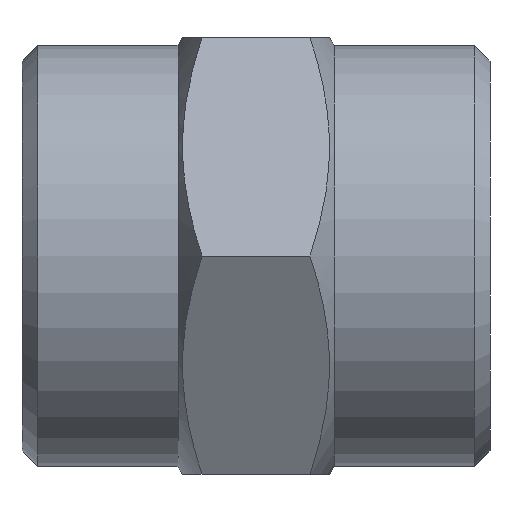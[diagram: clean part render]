
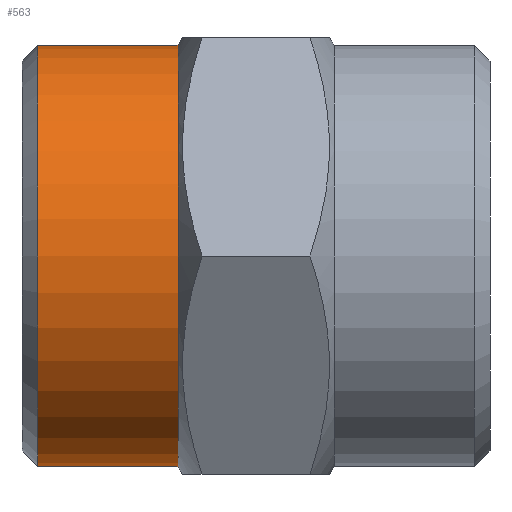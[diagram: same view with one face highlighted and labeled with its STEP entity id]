
A CAD part, left-side view. The second image highlights one B-rep face of the part: STEP entity #563.
In plain terms, the highlighted cylindrical face has radius 6.75 mm (diameter 13.5 mm), a partial arc.
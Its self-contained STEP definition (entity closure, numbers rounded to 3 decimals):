
#27 = EDGE_CURVE ( 'NONE', #685, #669, #311, .T. ) ;
#28 = EDGE_CURVE ( 'NONE', #703, #713, #310, .T. ) ;
#76 = DIRECTION ( 'NONE',  ( 0., -1., 0. ) ) ;
#193 = AXIS2_PLACEMENT_3D ( 'NONE', #557, #558, #559 ) ;
#209 = AXIS2_PLACEMENT_3D ( 'NONE', #562, #76, #599 ) ;
#211 = CIRCLE ( 'NONE', #209, 6.75 ) ;
#217 = CIRCLE ( 'NONE', #193, 6.75 ) ;
#240 = VECTOR ( 'NONE', #315, 1000. ) ;
#250 = AXIS2_PLACEMENT_3D ( 'NONE', #448, #444, #451 ) ;
#288 = VECTOR ( 'NONE', #317, 1000. ) ;
#309 = CARTESIAN_POINT ( 'NONE',  ( 0., -2.608, 6.75 ) ) ;
#310 = LINE ( 'NONE', #316, #288 ) ;
#311 = LINE ( 'NONE', #309, #240 ) ;
#315 = DIRECTION ( 'NONE',  ( 0., -1., 0. ) ) ;
#316 = CARTESIAN_POINT ( 'NONE',  ( 0., -2.608, -6.75 ) ) ;
#317 = DIRECTION ( 'NONE',  ( 0., -1., 0. ) ) ;
#444 = DIRECTION ( 'NONE',  ( 0., -1., 0. ) ) ;
#447 = FACE_OUTER_BOUND ( 'NONE', #660, .T. ) ;
#448 = CARTESIAN_POINT ( 'NONE',  ( 0., -2.608, 0. ) ) ;
#450 = CYLINDRICAL_SURFACE ( 'NONE', #250, 6.75 ) ;
#451 = DIRECTION ( 'NONE',  ( 0., 0., -1. ) ) ;
#470 = CARTESIAN_POINT ( 'NONE',  ( 0., 10., 6.75 ) ) ;
#476 = CARTESIAN_POINT ( 'NONE',  ( 0., 14.5, 6.75 ) ) ;
#481 = CARTESIAN_POINT ( 'NONE',  ( 0., 14.5, -6.75 ) ) ;
#487 = CARTESIAN_POINT ( 'NONE',  ( 0., 10., -6.75 ) ) ;
#557 = CARTESIAN_POINT ( 'NONE',  ( 0., 14.5, 0. ) ) ;
#558 = DIRECTION ( 'NONE',  ( 0., -1., 0. ) ) ;
#559 = DIRECTION ( 'NONE',  ( 0., 0., -1. ) ) ;
#562 = CARTESIAN_POINT ( 'NONE',  ( 0., 10., 0. ) ) ;
#563 = ADVANCED_FACE ( 'NONE', ( #447 ), #450, .T. ) ;
#594 = ORIENTED_EDGE ( 'NONE', *, *, #896, .F. ) ;
#599 = DIRECTION ( 'NONE',  ( 0., 0., -1. ) ) ;
#617 = ORIENTED_EDGE ( 'NONE', *, *, #28, .T. ) ;
#619 = ORIENTED_EDGE ( 'NONE', *, *, #895, .T. ) ;
#620 = ORIENTED_EDGE ( 'NONE', *, *, #27, .F. ) ;
#660 = EDGE_LOOP ( 'NONE', ( #620, #619, #617, #594 ) ) ;
#669 = VERTEX_POINT ( 'NONE', #470 ) ;
#685 = VERTEX_POINT ( 'NONE', #476 ) ;
#703 = VERTEX_POINT ( 'NONE', #481 ) ;
#713 = VERTEX_POINT ( 'NONE', #487 ) ;
#895 = EDGE_CURVE ( 'NONE', #685, #703, #217, .T. ) ;
#896 = EDGE_CURVE ( 'NONE', #669, #713, #211, .T. ) ;
